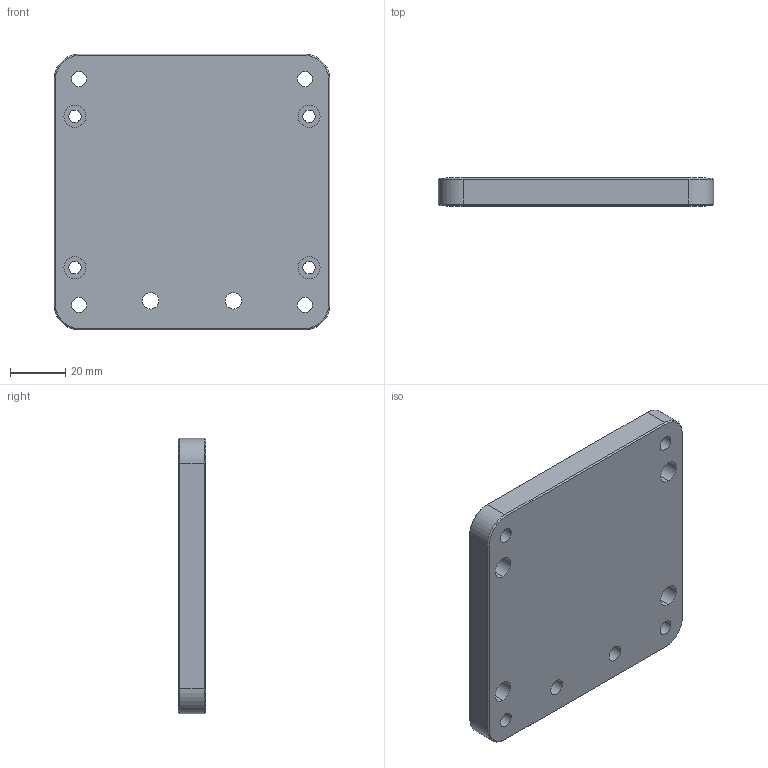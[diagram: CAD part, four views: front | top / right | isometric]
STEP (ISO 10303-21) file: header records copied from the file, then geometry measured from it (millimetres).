
FILE_DESCRIPTION (( 'STEP AP203' ), '1' );
FILE_NAME ('Dummy-0006.STEP_默认_sldprt.STEP', '2025-11-13T14:25:29', ( '' ), ( '' ), 'SwSTEP 2.0', 'SolidWorks 2020', '' );
FILE_SCHEMA (( 'CONFIG_CONTROL_DESIGN' ));
Length unit declared in the file: millimetre
Products named in the file (1): Dummy-0006.STEP_默认_sldprt
Bounding box: 100 x 10 x 100 mm (x, y, z)
Volume: 57169.8 mm3; surface area: 27039.8 mm2
Topology: 1 solids, 1 shells, 75 faces, 180 edges, 112 vertices
Faces by surface type: cylinder 36, plane 27, cone 12
Entity records: 2303 total; most frequent: DIRECTION 416, CARTESIAN_POINT 368, ORIENTED_EDGE 360, EDGE_CURVE 180, AXIS2_PLACEMENT_3D 160, VERTEX_POINT 112, EDGE_LOOP 100, LINE 96
